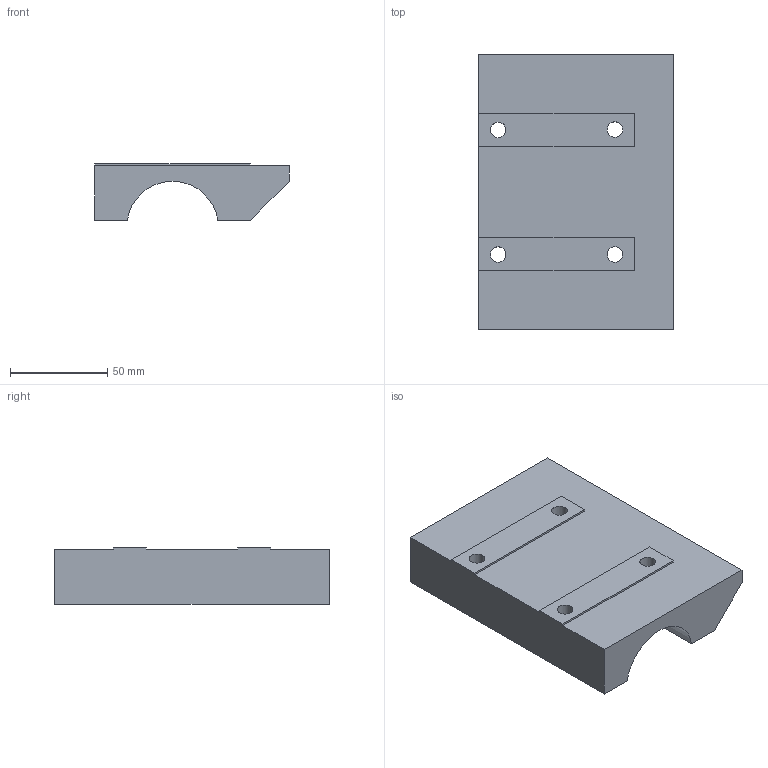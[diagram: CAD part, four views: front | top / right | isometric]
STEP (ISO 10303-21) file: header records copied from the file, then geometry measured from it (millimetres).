
FILE_DESCRIPTION(/* description */ (''),/* implementation_level */ '2;1');
FILE_NAME(/* name */ 'Spannrahmen_v2.step',/* time_stamp */ '2021-10-30T13:28:44+02:00',/* author */ (''),/* organization */ (''),/* preprocessor_version */ 'ST-DEVELOPER v18.1',/* originating_system */ 'Autodesk Translation Framework v10.9.0.1377',/* authorisation */ '');
FILE_SCHEMA (('AUTOMOTIVE_DESIGN { 1 0 10303 214 3 1 1 }'));
Length unit declared in the file: millimetre
Products named in the file (2): Spannrahmen; Motohalterung
Assembly tree (1 placements, depth 2):
  Spannrahmen
    Motohalterung
Bounding box: 100 x 141 x 29 mm (x, y, z)
Volume: 264284.1 mm3; surface area: 44004.1 mm2
Topology: 1 solids, 1 shells, 21 faces, 57 edges, 38 vertices
Faces by surface type: plane 16, cylinder 5
Full cylindrical faces by diameter (mm): 8 x4
Entity records: 730 total; most frequent: CARTESIAN_POINT 119, DIRECTION 115, ORIENTED_EDGE 114, EDGE_CURVE 57, LINE 47, VECTOR 47, VERTEX_POINT 38, AXIS2_PLACEMENT_3D 34
